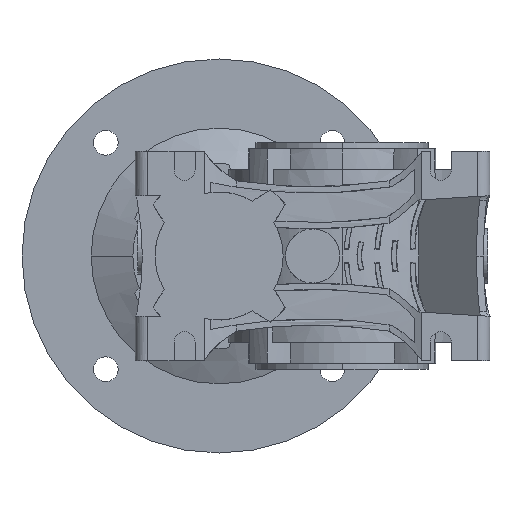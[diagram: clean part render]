
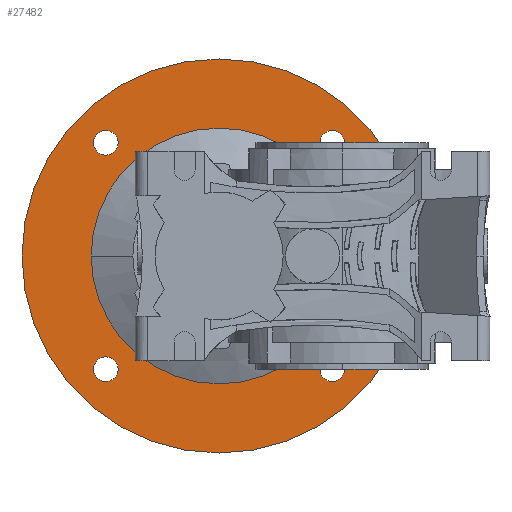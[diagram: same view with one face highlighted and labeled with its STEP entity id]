
A CAD part, left-side view. The second image highlights one B-rep face of the part: STEP entity #27482.
In plain terms, the highlighted face is planar.
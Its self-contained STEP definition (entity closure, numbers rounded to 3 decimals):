
#52 = CARTESIAN_POINT ( 'NONE',  ( -4.5, -45.962, 45.962 ) ) ;
#361 = EDGE_LOOP ( 'NONE', ( #22369, #12421 ) ) ;
#497 = DIRECTION ( 'NONE',  ( -1., 0., 0. ) ) ;
#1338 = CIRCLE ( 'NONE', #30051, 51.916 ) ;
#3026 = AXIS2_PLACEMENT_3D ( 'NONE', #6168, #6323, #13906 ) ;
#3102 = AXIS2_PLACEMENT_3D ( 'NONE', #52, #7479, #33307 ) ;
#3479 = CARTESIAN_POINT ( 'NONE',  ( -4.5, 0., -80. ) ) ;
#3672 = CIRCLE ( 'NONE', #13336, 5. ) ;
#3979 = CIRCLE ( 'NONE', #39932, 5. ) ;
#4264 = DIRECTION ( 'NONE',  ( 1., 0., 0. ) ) ;
#4529 = VERTEX_POINT ( 'NONE', #22782 ) ;
#5128 = EDGE_CURVE ( 'NONE', #7846, #11776, #35243, .T. ) ;
#5340 = EDGE_CURVE ( 'NONE', #10635, #15186, #16141, .T. ) ;
#5588 = EDGE_LOOP ( 'NONE', ( #46846, #16829 ) ) ;
#5754 = CARTESIAN_POINT ( 'NONE',  ( -4.5, 0., 0. ) ) ;
#5811 = CARTESIAN_POINT ( 'NONE',  ( -4.5, 45.962, -45.962 ) ) ;
#6058 = VERTEX_POINT ( 'NONE', #3479 ) ;
#6168 = CARTESIAN_POINT ( 'NONE',  ( -4.5, 45.962, 45.962 ) ) ;
#6323 = DIRECTION ( 'NONE',  ( 1., 0., 0. ) ) ;
#6418 = EDGE_CURVE ( 'NONE', #6058, #22950, #39759, .T. ) ;
#6525 = EDGE_CURVE ( 'NONE', #4529, #14700, #32232, .T. ) ;
#6735 = CARTESIAN_POINT ( 'NONE',  ( -4.5, 45.962, 45.962 ) ) ;
#7479 = DIRECTION ( 'NONE',  ( 1., 0., 0. ) ) ;
#7517 = AXIS2_PLACEMENT_3D ( 'NONE', #5811, #38796, #42952 ) ;
#7694 = CARTESIAN_POINT ( 'NONE',  ( -4.5, -45.962, -45.962 ) ) ;
#7804 = CARTESIAN_POINT ( 'NONE',  ( -4.5, 45.962, 40.962 ) ) ;
#7846 = VERTEX_POINT ( 'NONE', #34298 ) ;
#8165 = CARTESIAN_POINT ( 'NONE',  ( -4.5, 0., 0. ) ) ;
#8242 = ORIENTED_EDGE ( 'NONE', *, *, #6525, .F. ) ;
#8244 = DIRECTION ( 'NONE',  ( 0., 0., 1. ) ) ;
#9237 = ORIENTED_EDGE ( 'NONE', *, *, #14682, .F. ) ;
#9326 = DIRECTION ( 'NONE',  ( 1., 0., 0. ) ) ;
#9681 = AXIS2_PLACEMENT_3D ( 'NONE', #6735, #44019, #40331 ) ;
#9765 = AXIS2_PLACEMENT_3D ( 'NONE', #23980, #25104, #31697 ) ;
#10412 = ORIENTED_EDGE ( 'NONE', *, *, #32242, .F. ) ;
#10635 = VERTEX_POINT ( 'NONE', #15094 ) ;
#11275 = DIRECTION ( 'NONE',  ( 1., 0., 0. ) ) ;
#11776 = VERTEX_POINT ( 'NONE', #38161 ) ;
#12421 = ORIENTED_EDGE ( 'NONE', *, *, #6418, .F. ) ;
#13336 = AXIS2_PLACEMENT_3D ( 'NONE', #20560, #42846, #47422 ) ;
#13466 = FACE_BOUND ( 'NONE', #18362, .T. ) ;
#13626 = ORIENTED_EDGE ( 'NONE', *, *, #5340, .F. ) ;
#13906 = DIRECTION ( 'NONE',  ( 0., 0., 1. ) ) ;
#14229 = CARTESIAN_POINT ( 'NONE',  ( -4.5, 0., 80. ) ) ;
#14682 = EDGE_CURVE ( 'NONE', #14700, #4529, #1338, .T. ) ;
#14700 = VERTEX_POINT ( 'NONE', #35140 ) ;
#14769 = DIRECTION ( 'NONE',  ( 0., 0., 1. ) ) ;
#14904 = DIRECTION ( 'NONE',  ( 1., 0., 0. ) ) ;
#15032 = AXIS2_PLACEMENT_3D ( 'NONE', #8165, #14904, #41069 ) ;
#15094 = CARTESIAN_POINT ( 'NONE',  ( -4.5, -45.962, 40.962 ) ) ;
#15186 = VERTEX_POINT ( 'NONE', #26889 ) ;
#16141 = CIRCLE ( 'NONE', #47226, 5. ) ;
#16829 = ORIENTED_EDGE ( 'NONE', *, *, #24899, .F. ) ;
#16893 = DIRECTION ( 'NONE',  ( 0., -1., 0. ) ) ;
#17729 = AXIS2_PLACEMENT_3D ( 'NONE', #29247, #36811, #22260 ) ;
#17803 = AXIS2_PLACEMENT_3D ( 'NONE', #22584, #497, #37640 ) ;
#18105 = FACE_OUTER_BOUND ( 'NONE', #361, .T. ) ;
#18362 = EDGE_LOOP ( 'NONE', ( #9237, #8242 ) ) ;
#18416 = CIRCLE ( 'NONE', #3026, 5. ) ;
#18659 = FACE_BOUND ( 'NONE', #29166, .T. ) ;
#18722 = ORIENTED_EDGE ( 'NONE', *, *, #5128, .F. ) ;
#20560 = CARTESIAN_POINT ( 'NONE',  ( -4.5, 45.962, -45.962 ) ) ;
#20773 = VERTEX_POINT ( 'NONE', #41409 ) ;
#21392 = CARTESIAN_POINT ( 'NONE',  ( -4.5, 45.962, -50.962 ) ) ;
#21687 = ORIENTED_EDGE ( 'NONE', *, *, #46786, .F. ) ;
#22260 = DIRECTION ( 'NONE',  ( 0., 0., 1. ) ) ;
#22283 = CIRCLE ( 'NONE', #3102, 5. ) ;
#22369 = ORIENTED_EDGE ( 'NONE', *, *, #29626, .F. ) ;
#22584 = CARTESIAN_POINT ( 'NONE',  ( -4.5, 0., 0. ) ) ;
#22619 = ORIENTED_EDGE ( 'NONE', *, *, #25992, .F. ) ;
#22782 = CARTESIAN_POINT ( 'NONE',  ( -4.5, 51.916, 0. ) ) ;
#22950 = VERTEX_POINT ( 'NONE', #14229 ) ;
#23306 = FACE_BOUND ( 'NONE', #5588, .T. ) ;
#23771 = EDGE_CURVE ( 'NONE', #15186, #10635, #22283, .T. ) ;
#23980 = CARTESIAN_POINT ( 'NONE',  ( -4.5, 0., 0. ) ) ;
#24483 = FACE_BOUND ( 'NONE', #34048, .T. ) ;
#24899 = EDGE_CURVE ( 'NONE', #42707, #20773, #3672, .T. ) ;
#25104 = DIRECTION ( 'NONE',  ( -1., 0., 0. ) ) ;
#25485 = EDGE_LOOP ( 'NONE', ( #22619, #10412 ) ) ;
#25992 = EDGE_CURVE ( 'NONE', #45337, #39488, #43486, .T. ) ;
#26337 = CARTESIAN_POINT ( 'NONE',  ( -4.5, -45.962, -45.962 ) ) ;
#26466 = AXIS2_PLACEMENT_3D ( 'NONE', #26337, #11275, #8244 ) ;
#26889 = CARTESIAN_POINT ( 'NONE',  ( -4.5, -45.962, 50.962 ) ) ;
#27482 = ADVANCED_FACE ( 'NONE', ( #18105, #13466, #23306, #28510, #18659, #24483 ), #29094, .F. ) ;
#28510 = FACE_BOUND ( 'NONE', #25485, .T. ) ;
#29094 = PLANE ( 'NONE',  #17729 ) ;
#29166 = EDGE_LOOP ( 'NONE', ( #29643, #13626 ) ) ;
#29247 = CARTESIAN_POINT ( 'NONE',  ( -4.5, -80.96, -80.96 ) ) ;
#29626 = EDGE_CURVE ( 'NONE', #22950, #6058, #32399, .T. ) ;
#29643 = ORIENTED_EDGE ( 'NONE', *, *, #23771, .F. ) ;
#29805 = CARTESIAN_POINT ( 'NONE',  ( -4.5, -45.962, 45.962 ) ) ;
#30051 = AXIS2_PLACEMENT_3D ( 'NONE', #5754, #9326, #16893 ) ;
#31697 = DIRECTION ( 'NONE',  ( 0., 0., 1. ) ) ;
#32232 = CIRCLE ( 'NONE', #15032, 51.916 ) ;
#32242 = EDGE_CURVE ( 'NONE', #39488, #45337, #18416, .T. ) ;
#32399 = CIRCLE ( 'NONE', #17803, 80. ) ;
#33307 = DIRECTION ( 'NONE',  ( 0., 0., 1. ) ) ;
#33504 = DIRECTION ( 'NONE',  ( 1., 0., 0. ) ) ;
#34048 = EDGE_LOOP ( 'NONE', ( #18722, #21687 ) ) ;
#34298 = CARTESIAN_POINT ( 'NONE',  ( -4.5, -45.962, -40.962 ) ) ;
#35140 = CARTESIAN_POINT ( 'NONE',  ( -4.5, -51.916, 0. ) ) ;
#35243 = CIRCLE ( 'NONE', #26466, 5. ) ;
#36811 = DIRECTION ( 'NONE',  ( -1., 0., 0. ) ) ;
#37640 = DIRECTION ( 'NONE',  ( 0., 0., 1. ) ) ;
#38161 = CARTESIAN_POINT ( 'NONE',  ( -4.5, -45.962, -50.962 ) ) ;
#38796 = DIRECTION ( 'NONE',  ( 1., 0., 0. ) ) ;
#39488 = VERTEX_POINT ( 'NONE', #7804 ) ;
#39759 = CIRCLE ( 'NONE', #9765, 80. ) ;
#39932 = AXIS2_PLACEMENT_3D ( 'NONE', #7694, #4264, #40615 ) ;
#40331 = DIRECTION ( 'NONE',  ( 0., 0., 1. ) ) ;
#40615 = DIRECTION ( 'NONE',  ( 0., 0., 1. ) ) ;
#41069 = DIRECTION ( 'NONE',  ( 0., -1., 0. ) ) ;
#41245 = EDGE_CURVE ( 'NONE', #20773, #42707, #43110, .T. ) ;
#41409 = CARTESIAN_POINT ( 'NONE',  ( -4.5, 45.962, -40.962 ) ) ;
#42707 = VERTEX_POINT ( 'NONE', #21392 ) ;
#42846 = DIRECTION ( 'NONE',  ( 1., 0., 0. ) ) ;
#42952 = DIRECTION ( 'NONE',  ( 0., 0., 1. ) ) ;
#43110 = CIRCLE ( 'NONE', #7517, 5. ) ;
#43486 = CIRCLE ( 'NONE', #9681, 5. ) ;
#44019 = DIRECTION ( 'NONE',  ( 1., 0., 0. ) ) ;
#45337 = VERTEX_POINT ( 'NONE', #46812 ) ;
#46786 = EDGE_CURVE ( 'NONE', #11776, #7846, #3979, .T. ) ;
#46812 = CARTESIAN_POINT ( 'NONE',  ( -4.5, 45.962, 50.962 ) ) ;
#46846 = ORIENTED_EDGE ( 'NONE', *, *, #41245, .F. ) ;
#47226 = AXIS2_PLACEMENT_3D ( 'NONE', #29805, #33504, #14769 ) ;
#47422 = DIRECTION ( 'NONE',  ( 0., 0., 1. ) ) ;
